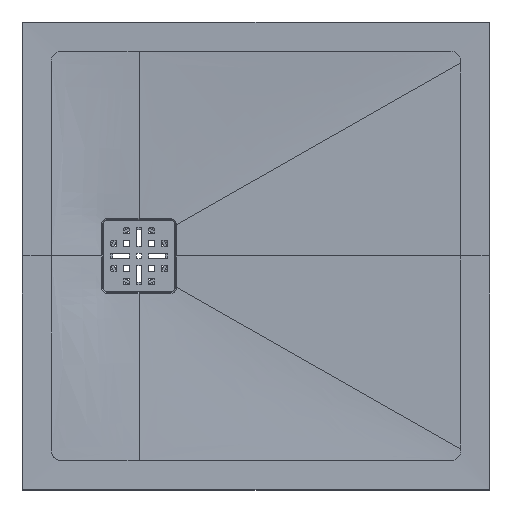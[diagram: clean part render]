
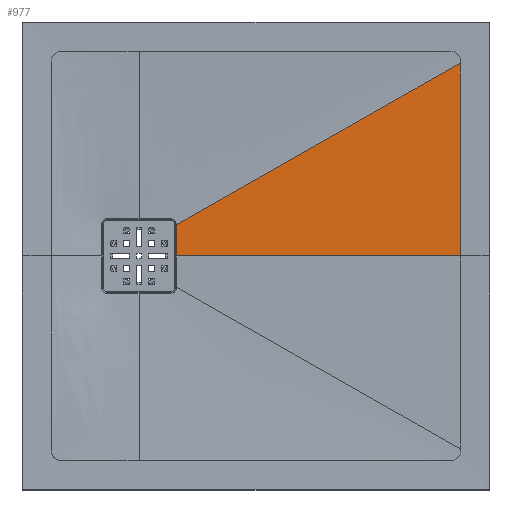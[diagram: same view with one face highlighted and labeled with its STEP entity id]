
A CAD part, top view. The second image highlights one B-rep face of the part: STEP entity #977.
In plain terms, the highlighted planar face has unit normal (-0.029, 0, 1).
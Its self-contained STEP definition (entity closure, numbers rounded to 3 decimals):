
#293=B_SPLINE_CURVE_WITH_KNOTS('',3,(#16889,#16890,#16891,#16892),
 .UNSPECIFIED.,.F.,.F.,(4,4),(0.,1.),.UNSPECIFIED.);
#294=B_SPLINE_CURVE_WITH_KNOTS('',3,(#16899,#16900,#16901,#16902),
 .UNSPECIFIED.,.F.,.F.,(4,4),(0.,1.),.UNSPECIFIED.);
#295=B_SPLINE_CURVE_WITH_KNOTS('',3,(#16904,#16905,#16906,#16907),
 .UNSPECIFIED.,.F.,.F.,(4,4),(0.,1.),.UNSPECIFIED.);
#296=B_SPLINE_CURVE_WITH_KNOTS('',3,(#16909,#16910,#16911,#16912),
 .UNSPECIFIED.,.F.,.F.,(4,4),(0.,1.),.UNSPECIFIED.);
#681=FACE_OUTER_BOUND('',#1479,.T.);
#977=ADVANCED_FACE('',(#681),#1198,.F.);
#1198=PLANE('',#5872);
#1479=EDGE_LOOP('',(#2888,#2889,#2890,#2891,#2892,#2893));
#2888=ORIENTED_EDGE('',*,*,#4567,.T.);
#2889=ORIENTED_EDGE('',*,*,#4568,.T.);
#2890=ORIENTED_EDGE('',*,*,#4569,.T.);
#2891=ORIENTED_EDGE('',*,*,#4570,.T.);
#2892=ORIENTED_EDGE('',*,*,#4571,.T.);
#2893=ORIENTED_EDGE('',*,*,#4572,.T.);
#3884=VERTEX_POINT('',#16893);
#3885=VERTEX_POINT('',#16894);
#3886=VERTEX_POINT('',#16896);
#3887=VERTEX_POINT('',#16898);
#3888=VERTEX_POINT('',#16903);
#3889=VERTEX_POINT('',#16908);
#4567=EDGE_CURVE('',#3884,#3885,#293,.T.);
#4568=EDGE_CURVE('',#3885,#3886,#5139,.T.);
#4569=EDGE_CURVE('',#3886,#3887,#5140,.T.);
#4570=EDGE_CURVE('',#3887,#3888,#294,.T.);
#4571=EDGE_CURVE('',#3888,#3889,#295,.T.);
#4572=EDGE_CURVE('',#3889,#3884,#296,.T.);
#5139=LINE('',#16895,#5517);
#5140=LINE('',#16897,#5518);
#5517=VECTOR('',#6998,1.);
#5518=VECTOR('',#6999,1.);
#5872=AXIS2_PLACEMENT_3D('',#16913,#7000,#7001);
#6998=DIRECTION('',(0.,-1.,0.));
#6999=DIRECTION('',(1.,0.,0.029));
#7000=DIRECTION('',(0.029,0.,-1.));
#7001=DIRECTION('',(0.,1.,0.));
#16889=CARTESIAN_POINT('',(64.213,53.475,15.049));
#16890=CARTESIAN_POINT('',(64.24,53.151,15.05));
#16891=CARTESIAN_POINT('',(64.254,52.825,15.05));
#16892=CARTESIAN_POINT('',(64.254,52.5,15.05));
#16893=CARTESIAN_POINT('',(64.213,53.475,15.049));
#16894=CARTESIAN_POINT('',(64.254,52.5,15.05));
#16895=CARTESIAN_POINT('',(64.254,0.,15.05));
#16896=CARTESIAN_POINT('',(64.254,0.,15.05));
#16897=CARTESIAN_POINT('',(550.,0.,29.));
#16898=CARTESIAN_POINT('',(550.,0.,29.));
#16899=CARTESIAN_POINT('',(550.,0.,29.));
#16900=CARTESIAN_POINT('',(550.,20.042,29.));
#16901=CARTESIAN_POINT('',(550.,40.085,29.));
#16902=CARTESIAN_POINT('',(550.,60.127,29.));
#16903=CARTESIAN_POINT('',(550.,60.127,29.));
#16904=CARTESIAN_POINT('',(550.,60.127,29.));
#16905=CARTESIAN_POINT('',(550.,150.085,29.));
#16906=CARTESIAN_POINT('',(550.,240.042,29.));
#16907=CARTESIAN_POINT('',(550.,330.,29.));
#16908=CARTESIAN_POINT('',(550.,330.,29.));
#16909=CARTESIAN_POINT('',(550.,330.,29.));
#16910=CARTESIAN_POINT('',(388.071,237.825,24.35));
#16911=CARTESIAN_POINT('',(226.142,145.65,19.699));
#16912=CARTESIAN_POINT('',(64.213,53.475,15.049));
#16913=CARTESIAN_POINT('',(355.,89.7,23.4));
